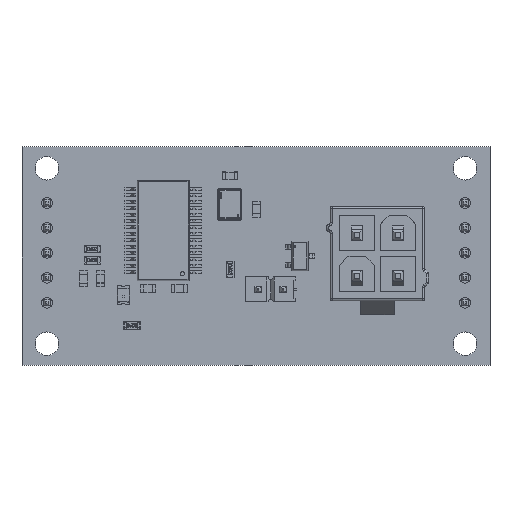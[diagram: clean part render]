
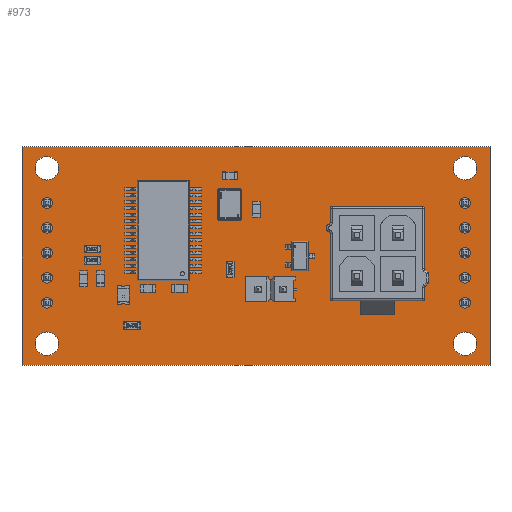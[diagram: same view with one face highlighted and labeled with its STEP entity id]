
A CAD part, top view. The second image highlights one B-rep face of the part: STEP entity #973.
In plain terms, the highlighted planar face has unit normal (0, 0, 1).
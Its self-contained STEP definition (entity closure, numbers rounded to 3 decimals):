
#124 = VERTEX_POINT('',#125);
#125 = CARTESIAN_POINT('',(0.,0.,0.411));
#131 = EDGE_CURVE('',#124,#132,#134,.T.);
#132 = VERTEX_POINT('',#133);
#133 = CARTESIAN_POINT('',(47.625,0.,0.411));
#134 = LINE('',#135,#136);
#135 = CARTESIAN_POINT('',(0.,0.,0.411));
#136 = VECTOR('',#137,1.);
#137 = DIRECTION('',(1.,0.,0.));
#162 = EDGE_CURVE('',#132,#163,#165,.T.);
#163 = VERTEX_POINT('',#164);
#164 = CARTESIAN_POINT('',(47.625,22.225,0.411));
#165 = LINE('',#166,#167);
#166 = CARTESIAN_POINT('',(47.625,0.,0.411));
#167 = VECTOR('',#168,1.);
#168 = DIRECTION('',(0.,1.,0.));
#193 = EDGE_CURVE('',#163,#194,#196,.T.);
#194 = VERTEX_POINT('',#195);
#195 = CARTESIAN_POINT('',(0.,22.225,0.411));
#196 = LINE('',#197,#198);
#197 = CARTESIAN_POINT('',(47.625,22.225,0.411));
#198 = VECTOR('',#199,1.);
#199 = DIRECTION('',(-1.,0.,0.));
#224 = EDGE_CURVE('',#194,#124,#225,.T.);
#225 = LINE('',#226,#227);
#226 = CARTESIAN_POINT('',(0.,22.225,0.411));
#227 = VECTOR('',#228,1.);
#228 = DIRECTION('',(0.,-1.,0.));
#248 = VERTEX_POINT('',#249);
#249 = CARTESIAN_POINT('',(3.09,6.35,0.411));
#255 = EDGE_CURVE('',#248,#248,#256,.T.);
#256 = CIRCLE('',#257,0.55);
#257 = AXIS2_PLACEMENT_3D('',#258,#259,#260);
#258 = CARTESIAN_POINT('',(2.54,6.35,0.411));
#259 = DIRECTION('',(0.,0.,1.));
#260 = DIRECTION('',(1.,0.,-0.));
#281 = VERTEX_POINT('',#282);
#282 = CARTESIAN_POINT('',(3.09,8.89,0.411));
#288 = EDGE_CURVE('',#281,#281,#289,.T.);
#289 = CIRCLE('',#290,0.55);
#290 = AXIS2_PLACEMENT_3D('',#291,#292,#293);
#291 = CARTESIAN_POINT('',(2.54,8.89,0.411));
#292 = DIRECTION('',(0.,0.,1.));
#293 = DIRECTION('',(1.,0.,-0.));
#314 = VERTEX_POINT('',#315);
#315 = CARTESIAN_POINT('',(3.74,2.184,0.411));
#321 = EDGE_CURVE('',#314,#314,#322,.T.);
#322 = CIRCLE('',#323,1.2);
#323 = AXIS2_PLACEMENT_3D('',#324,#325,#326);
#324 = CARTESIAN_POINT('',(2.54,2.184,0.411));
#325 = DIRECTION('',(0.,0.,1.));
#326 = DIRECTION('',(1.,0.,-0.));
#347 = VERTEX_POINT('',#348);
#348 = CARTESIAN_POINT('',(24.539,7.716,0.411));
#354 = EDGE_CURVE('',#347,#347,#355,.T.);
#355 = CIRCLE('',#356,0.51);
#356 = AXIS2_PLACEMENT_3D('',#357,#358,#359);
#357 = CARTESIAN_POINT('',(24.029,7.716,0.411));
#358 = DIRECTION('',(0.,0.,1.));
#359 = DIRECTION('',(1.,0.,-0.));
#380 = VERTEX_POINT('',#381);
#381 = CARTESIAN_POINT('',(27.079,7.716,0.411));
#387 = EDGE_CURVE('',#380,#380,#388,.T.);
#388 = CIRCLE('',#389,0.51);
#389 = AXIS2_PLACEMENT_3D('',#390,#391,#392);
#390 = CARTESIAN_POINT('',(26.569,7.716,0.411));
#391 = DIRECTION('',(0.,0.,1.));
#392 = DIRECTION('',(1.,0.,-0.));
#413 = VERTEX_POINT('',#414);
#414 = CARTESIAN_POINT('',(3.09,11.43,0.411));
#420 = EDGE_CURVE('',#413,#413,#421,.T.);
#421 = CIRCLE('',#422,0.55);
#422 = AXIS2_PLACEMENT_3D('',#423,#424,#425);
#423 = CARTESIAN_POINT('',(2.54,11.43,0.411));
#424 = DIRECTION('',(0.,0.,1.));
#425 = DIRECTION('',(1.,0.,-0.));
#446 = VERTEX_POINT('',#447);
#447 = CARTESIAN_POINT('',(3.09,13.97,0.411));
#453 = EDGE_CURVE('',#446,#446,#454,.T.);
#454 = CIRCLE('',#455,0.55);
#455 = AXIS2_PLACEMENT_3D('',#456,#457,#458);
#456 = CARTESIAN_POINT('',(2.54,13.97,0.411));
#457 = DIRECTION('',(0.,0.,1.));
#458 = DIRECTION('',(1.,0.,-0.));
#479 = VERTEX_POINT('',#480);
#480 = CARTESIAN_POINT('',(34.767,13.888,0.411));
#486 = EDGE_CURVE('',#479,#479,#487,.T.);
#487 = CIRCLE('',#488,0.7);
#488 = AXIS2_PLACEMENT_3D('',#489,#490,#491);
#489 = CARTESIAN_POINT('',(34.067,13.888,0.411));
#490 = DIRECTION('',(0.,0.,1.));
#491 = DIRECTION('',(1.,0.,-0.));
#512 = VERTEX_POINT('',#513);
#513 = CARTESIAN_POINT('',(3.74,20.041,0.411));
#519 = EDGE_CURVE('',#512,#512,#520,.T.);
#520 = CIRCLE('',#521,1.2);
#521 = AXIS2_PLACEMENT_3D('',#522,#523,#524);
#522 = CARTESIAN_POINT('',(2.54,20.041,0.411));
#523 = DIRECTION('',(0.,0.,1.));
#524 = DIRECTION('',(1.,0.,-0.));
#545 = VERTEX_POINT('',#546);
#546 = CARTESIAN_POINT('',(3.09,16.51,0.411));
#552 = EDGE_CURVE('',#545,#545,#553,.T.);
#553 = CIRCLE('',#554,0.55);
#554 = AXIS2_PLACEMENT_3D('',#555,#556,#557);
#555 = CARTESIAN_POINT('',(2.54,16.51,0.411));
#556 = DIRECTION('',(0.,0.,1.));
#557 = DIRECTION('',(1.,0.,-0.));
#578 = VERTEX_POINT('',#579);
#579 = CARTESIAN_POINT('',(38.967,8.388,0.411));
#585 = EDGE_CURVE('',#578,#578,#586,.T.);
#586 = CIRCLE('',#587,0.7);
#587 = AXIS2_PLACEMENT_3D('',#588,#589,#590);
#588 = CARTESIAN_POINT('',(38.267,8.388,0.411));
#589 = DIRECTION('',(0.,0.,1.));
#590 = DIRECTION('',(1.,0.,-0.));
#611 = VERTEX_POINT('',#612);
#612 = CARTESIAN_POINT('',(34.767,8.388,0.411));
#618 = EDGE_CURVE('',#611,#611,#619,.T.);
#619 = CIRCLE('',#620,0.7);
#620 = AXIS2_PLACEMENT_3D('',#621,#622,#623);
#621 = CARTESIAN_POINT('',(34.067,8.388,0.411));
#622 = DIRECTION('',(0.,0.,1.));
#623 = DIRECTION('',(1.,0.,-0.));
#644 = VERTEX_POINT('',#645);
#645 = CARTESIAN_POINT('',(46.285,2.184,0.411));
#651 = EDGE_CURVE('',#644,#644,#652,.T.);
#652 = CIRCLE('',#653,1.2);
#653 = AXIS2_PLACEMENT_3D('',#654,#655,#656);
#654 = CARTESIAN_POINT('',(45.085,2.184,0.411));
#655 = DIRECTION('',(0.,0.,1.));
#656 = DIRECTION('',(1.,0.,-0.));
#677 = VERTEX_POINT('',#678);
#678 = CARTESIAN_POINT('',(45.635,8.89,0.411));
#684 = EDGE_CURVE('',#677,#677,#685,.T.);
#685 = CIRCLE('',#686,0.55);
#686 = AXIS2_PLACEMENT_3D('',#687,#688,#689);
#687 = CARTESIAN_POINT('',(45.085,8.89,0.411));
#688 = DIRECTION('',(0.,0.,1.));
#689 = DIRECTION('',(1.,0.,-0.));
#710 = VERTEX_POINT('',#711);
#711 = CARTESIAN_POINT('',(45.635,6.35,0.411));
#717 = EDGE_CURVE('',#710,#710,#718,.T.);
#718 = CIRCLE('',#719,0.55);
#719 = AXIS2_PLACEMENT_3D('',#720,#721,#722);
#720 = CARTESIAN_POINT('',(45.085,6.35,0.411));
#721 = DIRECTION('',(0.,0.,1.));
#722 = DIRECTION('',(1.,0.,-0.));
#743 = VERTEX_POINT('',#744);
#744 = CARTESIAN_POINT('',(45.635,11.43,0.411));
#750 = EDGE_CURVE('',#743,#743,#751,.T.);
#751 = CIRCLE('',#752,0.55);
#752 = AXIS2_PLACEMENT_3D('',#753,#754,#755);
#753 = CARTESIAN_POINT('',(45.085,11.43,0.411));
#754 = DIRECTION('',(0.,0.,1.));
#755 = DIRECTION('',(1.,0.,-0.));
#776 = VERTEX_POINT('',#777);
#777 = CARTESIAN_POINT('',(38.967,13.888,0.411));
#783 = EDGE_CURVE('',#776,#776,#784,.T.);
#784 = CIRCLE('',#785,0.7);
#785 = AXIS2_PLACEMENT_3D('',#786,#787,#788);
#786 = CARTESIAN_POINT('',(38.267,13.888,0.411));
#787 = DIRECTION('',(0.,0.,1.));
#788 = DIRECTION('',(1.,0.,-0.));
#809 = VERTEX_POINT('',#810);
#810 = CARTESIAN_POINT('',(45.635,13.97,0.411));
#816 = EDGE_CURVE('',#809,#809,#817,.T.);
#817 = CIRCLE('',#818,0.55);
#818 = AXIS2_PLACEMENT_3D('',#819,#820,#821);
#819 = CARTESIAN_POINT('',(45.085,13.97,0.411));
#820 = DIRECTION('',(0.,0.,1.));
#821 = DIRECTION('',(1.,0.,-0.));
#842 = VERTEX_POINT('',#843);
#843 = CARTESIAN_POINT('',(46.285,20.041,0.411));
#849 = EDGE_CURVE('',#842,#842,#850,.T.);
#850 = CIRCLE('',#851,1.2);
#851 = AXIS2_PLACEMENT_3D('',#852,#853,#854);
#852 = CARTESIAN_POINT('',(45.085,20.041,0.411));
#853 = DIRECTION('',(0.,0.,1.));
#854 = DIRECTION('',(1.,0.,-0.));
#875 = VERTEX_POINT('',#876);
#876 = CARTESIAN_POINT('',(45.635,16.51,0.411));
#882 = EDGE_CURVE('',#875,#875,#883,.T.);
#883 = CIRCLE('',#884,0.55);
#884 = AXIS2_PLACEMENT_3D('',#885,#886,#887);
#885 = CARTESIAN_POINT('',(45.085,16.51,0.411));
#886 = DIRECTION('',(0.,0.,1.));
#887 = DIRECTION('',(1.,0.,-0.));
#973 = ADVANCED_FACE('',(#974,#980,#983,#986,#989,#992,#995,#998,#1001,
    #1004,#1007,#1010,#1013,#1016,#1019,#1022,#1025,#1028,#1031,#1034,
    #1037),#1040,.T.);
#974 = FACE_BOUND('',#975,.T.);
#975 = EDGE_LOOP('',(#976,#977,#978,#979));
#976 = ORIENTED_EDGE('',*,*,#131,.T.);
#977 = ORIENTED_EDGE('',*,*,#162,.T.);
#978 = ORIENTED_EDGE('',*,*,#193,.T.);
#979 = ORIENTED_EDGE('',*,*,#224,.T.);
#980 = FACE_BOUND('',#981,.T.);
#981 = EDGE_LOOP('',(#982));
#982 = ORIENTED_EDGE('',*,*,#255,.F.);
#983 = FACE_BOUND('',#984,.T.);
#984 = EDGE_LOOP('',(#985));
#985 = ORIENTED_EDGE('',*,*,#288,.F.);
#986 = FACE_BOUND('',#987,.T.);
#987 = EDGE_LOOP('',(#988));
#988 = ORIENTED_EDGE('',*,*,#321,.F.);
#989 = FACE_BOUND('',#990,.T.);
#990 = EDGE_LOOP('',(#991));
#991 = ORIENTED_EDGE('',*,*,#354,.F.);
#992 = FACE_BOUND('',#993,.T.);
#993 = EDGE_LOOP('',(#994));
#994 = ORIENTED_EDGE('',*,*,#387,.F.);
#995 = FACE_BOUND('',#996,.T.);
#996 = EDGE_LOOP('',(#997));
#997 = ORIENTED_EDGE('',*,*,#420,.F.);
#998 = FACE_BOUND('',#999,.T.);
#999 = EDGE_LOOP('',(#1000));
#1000 = ORIENTED_EDGE('',*,*,#453,.F.);
#1001 = FACE_BOUND('',#1002,.T.);
#1002 = EDGE_LOOP('',(#1003));
#1003 = ORIENTED_EDGE('',*,*,#486,.F.);
#1004 = FACE_BOUND('',#1005,.T.);
#1005 = EDGE_LOOP('',(#1006));
#1006 = ORIENTED_EDGE('',*,*,#519,.F.);
#1007 = FACE_BOUND('',#1008,.T.);
#1008 = EDGE_LOOP('',(#1009));
#1009 = ORIENTED_EDGE('',*,*,#552,.F.);
#1010 = FACE_BOUND('',#1011,.T.);
#1011 = EDGE_LOOP('',(#1012));
#1012 = ORIENTED_EDGE('',*,*,#585,.F.);
#1013 = FACE_BOUND('',#1014,.T.);
#1014 = EDGE_LOOP('',(#1015));
#1015 = ORIENTED_EDGE('',*,*,#618,.F.);
#1016 = FACE_BOUND('',#1017,.T.);
#1017 = EDGE_LOOP('',(#1018));
#1018 = ORIENTED_EDGE('',*,*,#651,.F.);
#1019 = FACE_BOUND('',#1020,.T.);
#1020 = EDGE_LOOP('',(#1021));
#1021 = ORIENTED_EDGE('',*,*,#684,.F.);
#1022 = FACE_BOUND('',#1023,.T.);
#1023 = EDGE_LOOP('',(#1024));
#1024 = ORIENTED_EDGE('',*,*,#717,.F.);
#1025 = FACE_BOUND('',#1026,.T.);
#1026 = EDGE_LOOP('',(#1027));
#1027 = ORIENTED_EDGE('',*,*,#750,.F.);
#1028 = FACE_BOUND('',#1029,.T.);
#1029 = EDGE_LOOP('',(#1030));
#1030 = ORIENTED_EDGE('',*,*,#783,.F.);
#1031 = FACE_BOUND('',#1032,.T.);
#1032 = EDGE_LOOP('',(#1033));
#1033 = ORIENTED_EDGE('',*,*,#816,.F.);
#1034 = FACE_BOUND('',#1035,.T.);
#1035 = EDGE_LOOP('',(#1036));
#1036 = ORIENTED_EDGE('',*,*,#849,.F.);
#1037 = FACE_BOUND('',#1038,.T.);
#1038 = EDGE_LOOP('',(#1039));
#1039 = ORIENTED_EDGE('',*,*,#882,.F.);
#1040 = PLANE('',#1041);
#1041 = AXIS2_PLACEMENT_3D('',#1042,#1043,#1044);
#1042 = CARTESIAN_POINT('',(23.813,11.113,0.411));
#1043 = DIRECTION('',(0.,0.,1.));
#1044 = DIRECTION('',(1.,0.,-0.));
